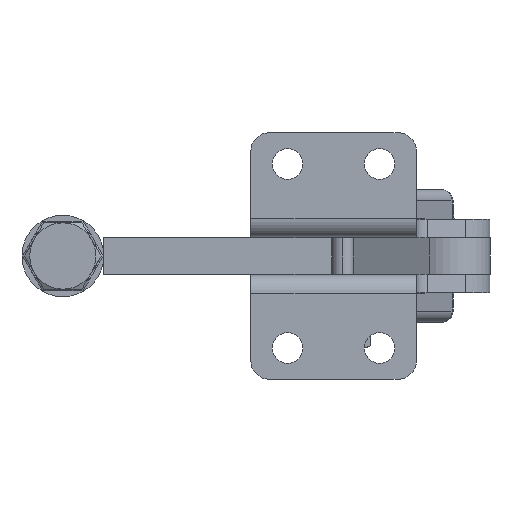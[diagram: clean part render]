
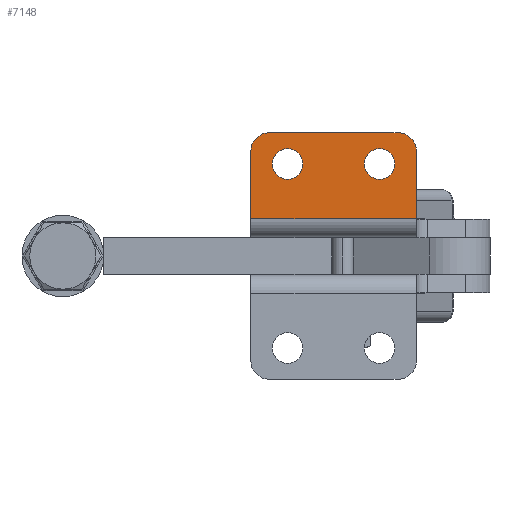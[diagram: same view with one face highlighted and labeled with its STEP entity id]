
A CAD part, front view. The second image highlights one B-rep face of the part: STEP entity #7148.
In plain terms, the highlighted planar face has unit normal (0, -1, 0).
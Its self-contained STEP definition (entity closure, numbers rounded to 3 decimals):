
#58 = VERTEX_POINT ( 'NONE', #12558 ) ;
#86 = CARTESIAN_POINT ( 'NONE',  ( 6.093, 0., 70.218 ) ) ;
#272 = DIRECTION ( 'NONE',  ( 0., 0., 1. ) ) ;
#640 = VERTEX_POINT ( 'NONE', #1380 ) ;
#738 = DIRECTION ( 'NONE',  ( 0., 0., 1. ) ) ;
#945 = DIRECTION ( 'NONE',  ( 0., 0., 1. ) ) ;
#969 = EDGE_CURVE ( 'NONE', #5572, #6581, #14170, .T. ) ;
#1129 = VECTOR ( 'NONE', #12322, 1000. ) ;
#1270 = CIRCLE ( 'NONE', #7433, 5. ) ;
#1380 = CARTESIAN_POINT ( 'NONE',  ( -23.907, 0., 82.868 ) ) ;
#1479 = EDGE_LOOP ( 'NONE', ( #13769, #7795 ) ) ;
#1540 = CIRCLE ( 'NONE', #3768, 4.15 ) ;
#1639 = AXIS2_PLACEMENT_3D ( 'NONE', #14808, #7826, #945 ) ;
#1710 = LINE ( 'NONE', #5823, #7851 ) ;
#1821 = VERTEX_POINT ( 'NONE', #5050 ) ;
#2330 = EDGE_LOOP ( 'NONE', ( #11597, #5003 ) ) ;
#2409 = CARTESIAN_POINT ( 'NONE',  ( -18.907, 0., 74.368 ) ) ;
#2520 = ORIENTED_EDGE ( 'NONE', *, *, #9861, .T. ) ;
#2985 = FACE_OUTER_BOUND ( 'NONE', #6383, .T. ) ;
#3187 = VECTOR ( 'NONE', #4495, 1000. ) ;
#3581 = DIRECTION ( 'NONE',  ( 0., 0., 1. ) ) ;
#3599 = VERTEX_POINT ( 'NONE', #13097 ) ;
#3768 = AXIS2_PLACEMENT_3D ( 'NONE', #14609, #7626, #738 ) ;
#3776 = EDGE_CURVE ( 'NONE', #640, #14826, #8087, .T. ) ;
#3816 = CARTESIAN_POINT ( 'NONE',  ( -28.907, 0., 77.868 ) ) ;
#4256 = VERTEX_POINT ( 'NONE', #13436 ) ;
#4276 = DIRECTION ( 'NONE',  ( 0., -1., 0. ) ) ;
#4279 = CARTESIAN_POINT ( 'NONE',  ( 6.093, 0., 74.368 ) ) ;
#4462 = EDGE_CURVE ( 'NONE', #4256, #640, #9681, .T. ) ;
#4495 = DIRECTION ( 'NONE',  ( -1., 0., 0. ) ) ;
#5003 = ORIENTED_EDGE ( 'NONE', *, *, #969, .F. ) ;
#5050 = CARTESIAN_POINT ( 'NONE',  ( 16.093, 0., 77.868 ) ) ;
#5431 = DIRECTION ( 'NONE',  ( 0., 0., 1. ) ) ;
#5572 = VERTEX_POINT ( 'NONE', #86 ) ;
#5719 = CARTESIAN_POINT ( 'NONE',  ( 16.093, 0., 59.368 ) ) ;
#5823 = CARTESIAN_POINT ( 'NONE',  ( -28.907, 0., 59.368 ) ) ;
#6024 = FACE_BOUND ( 'NONE', #1479, .T. ) ;
#6070 = ORIENTED_EDGE ( 'NONE', *, *, #3776, .T. ) ;
#6383 = EDGE_LOOP ( 'NONE', ( #2520, #10183, #6558, #6070, #6908, #11866 ) ) ;
#6540 = EDGE_CURVE ( 'NONE', #13311, #58, #14813, .T. ) ;
#6558 = ORIENTED_EDGE ( 'NONE', *, *, #4462, .T. ) ;
#6581 = VERTEX_POINT ( 'NONE', #7046 ) ;
#6864 = DIRECTION ( 'NONE',  ( 0., 0., 1. ) ) ;
#6908 = ORIENTED_EDGE ( 'NONE', *, *, #7038, .T. ) ;
#6951 = LINE ( 'NONE', #5719, #12793 ) ;
#6974 = DIRECTION ( 'NONE',  ( 0., 0., -1. ) ) ;
#7038 = EDGE_CURVE ( 'NONE', #14826, #3599, #1710, .T. ) ;
#7046 = CARTESIAN_POINT ( 'NONE',  ( 6.093, 0., 78.518 ) ) ;
#7135 = DIRECTION ( 'NONE',  ( 0., 0., 1. ) ) ;
#7148 = ADVANCED_FACE ( 'NONE', ( #14962, #6024, #2985 ), #12959, .F. ) ;
#7157 = DIRECTION ( 'NONE',  ( 0., -1., 0. ) ) ;
#7361 = CARTESIAN_POINT ( 'NONE',  ( -18.907, 0., 70.218 ) ) ;
#7433 = AXIS2_PLACEMENT_3D ( 'NONE', #14134, #7157, #272 ) ;
#7626 = DIRECTION ( 'NONE',  ( 0., -1., 0. ) ) ;
#7795 = ORIENTED_EDGE ( 'NONE', *, *, #6540, .F. ) ;
#7826 = DIRECTION ( 'NONE',  ( 0., -1., 0. ) ) ;
#7851 = VECTOR ( 'NONE', #6974, 1000. ) ;
#8087 = CIRCLE ( 'NONE', #11864, 5. ) ;
#8559 = CARTESIAN_POINT ( 'NONE',  ( 16.093, 0., 59.468 ) ) ;
#8923 = AXIS2_PLACEMENT_3D ( 'NONE', #11771, #14108, #7135 ) ;
#9131 = CARTESIAN_POINT ( 'NONE',  ( 16.093, 0., 82.868 ) ) ;
#9644 = EDGE_CURVE ( 'NONE', #6581, #5572, #12622, .T. ) ;
#9681 = LINE ( 'NONE', #9131, #3187 ) ;
#9861 = EDGE_CURVE ( 'NONE', #11020, #1821, #6951, .T. ) ;
#9926 = CARTESIAN_POINT ( 'NONE',  ( -28.907, 0., 59.468 ) ) ;
#10183 = ORIENTED_EDGE ( 'NONE', *, *, #14754, .T. ) ;
#10193 = EDGE_CURVE ( 'NONE', #58, #13311, #1540, .T. ) ;
#10520 = DIRECTION ( 'NONE',  ( 0., -1., 0. ) ) ;
#11020 = VERTEX_POINT ( 'NONE', #8559 ) ;
#11204 = CARTESIAN_POINT ( 'NONE',  ( -23.907, 0., 77.868 ) ) ;
#11597 = ORIENTED_EDGE ( 'NONE', *, *, #9644, .F. ) ;
#11771 = CARTESIAN_POINT ( 'NONE',  ( 16.093, 0., 59.368 ) ) ;
#11864 = AXIS2_PLACEMENT_3D ( 'NONE', #11204, #4276, #12378 ) ;
#11866 = ORIENTED_EDGE ( 'NONE', *, *, #11922, .F. ) ;
#11922 = EDGE_CURVE ( 'NONE', #11020, #3599, #13080, .T. ) ;
#12322 = DIRECTION ( 'NONE',  ( -1., 0., 0. ) ) ;
#12378 = DIRECTION ( 'NONE',  ( 0., 0., 1. ) ) ;
#12383 = DIRECTION ( 'NONE',  ( 0., -1., 0. ) ) ;
#12558 = CARTESIAN_POINT ( 'NONE',  ( -18.907, 0., 78.518 ) ) ;
#12622 = CIRCLE ( 'NONE', #13931, 4.15 ) ;
#12793 = VECTOR ( 'NONE', #6864, 1000. ) ;
#12959 = PLANE ( 'NONE',  #8923 ) ;
#13080 = LINE ( 'NONE', #9926, #1129 ) ;
#13097 = CARTESIAN_POINT ( 'NONE',  ( -28.907, 0., 59.468 ) ) ;
#13226 = AXIS2_PLACEMENT_3D ( 'NONE', #2409, #10520, #3581 ) ;
#13311 = VERTEX_POINT ( 'NONE', #7361 ) ;
#13436 = CARTESIAN_POINT ( 'NONE',  ( 11.093, 0., 82.868 ) ) ;
#13769 = ORIENTED_EDGE ( 'NONE', *, *, #10193, .F. ) ;
#13931 = AXIS2_PLACEMENT_3D ( 'NONE', #4279, #12383, #5431 ) ;
#14108 = DIRECTION ( 'NONE',  ( 0., 1., 0. ) ) ;
#14134 = CARTESIAN_POINT ( 'NONE',  ( 11.093, 0., 77.868 ) ) ;
#14170 = CIRCLE ( 'NONE', #1639, 4.15 ) ;
#14609 = CARTESIAN_POINT ( 'NONE',  ( -18.907, 0., 74.368 ) ) ;
#14754 = EDGE_CURVE ( 'NONE', #1821, #4256, #1270, .T. ) ;
#14808 = CARTESIAN_POINT ( 'NONE',  ( 6.093, 0., 74.368 ) ) ;
#14813 = CIRCLE ( 'NONE', #13226, 4.15 ) ;
#14826 = VERTEX_POINT ( 'NONE', #3816 ) ;
#14962 = FACE_BOUND ( 'NONE', #2330, .T. ) ;
